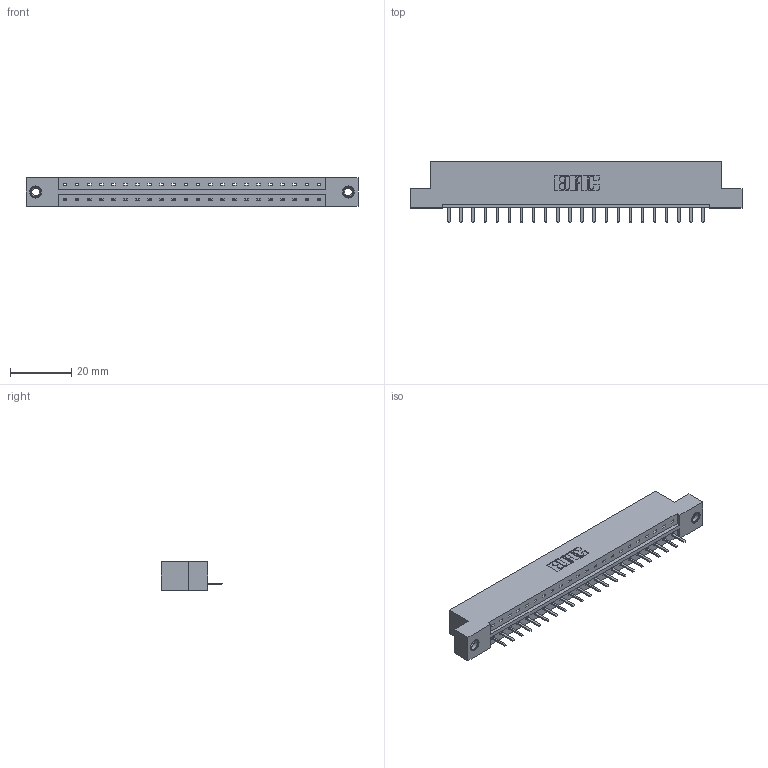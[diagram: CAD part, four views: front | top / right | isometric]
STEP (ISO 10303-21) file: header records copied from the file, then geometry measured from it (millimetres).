
FILE_DESCRIPTION (( 'STEP AP203' ), '1' );
FILE_NAME ('833-022-520-107.STEP', '2020-06-01T15:55:46', ( '' ), ( '' ), 'SwSTEP 2.0', 'SolidWorks 2020', '' );
FILE_SCHEMA (( 'CONFIG_CONTROL_DESIGN' ));
Length unit declared in the file: inch
Products named in the file (4): 833-022-520-107; 345-250-001_345-250-005-103; 833 Part_Flush - .156 Dia - TI; 345-292-001_345-293-120
Assembly tree (25 placements, depth 2):
  833-022-520-107
    833 Part_Flush - .156 Dia - TI
    345-292-001_345-293-120  x22
    345-250-001_345-250-005-103  x2
Bounding box: 108.71 x 20.02 x 9.4 mm (x, y, z)
Volume: 10690.7 mm3; surface area: 11251.8 mm2
Topology: 25 solids, 25 shells, 1538 faces, 4495 edges, 2930 vertices
Faces by surface type: plane 1070, cylinder 452, cone 12, torus 4
Entity records: 17336 total; most frequent: CARTESIAN_POINT 2987, ORIENTED_EDGE 2926, DIRECTION 2581, EDGE_CURVE 1463, LINE 1311, VECTOR 1311, VERTEX_POINT 968, AXIS2_PLACEMENT_3D 635
